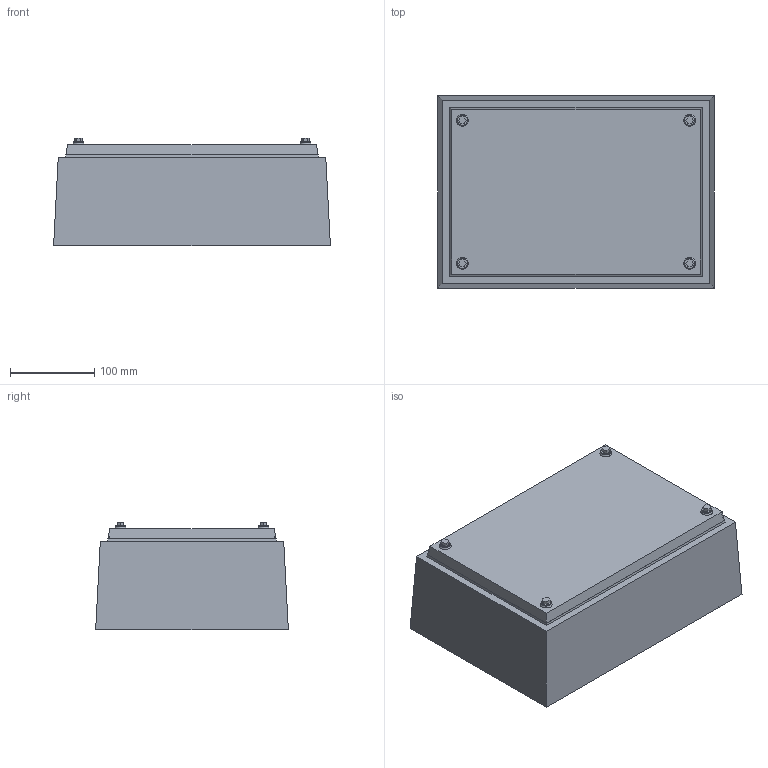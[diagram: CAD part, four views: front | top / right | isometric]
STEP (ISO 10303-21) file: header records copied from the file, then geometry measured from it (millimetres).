
FILE_DESCRIPTION (( 'STEP AP214' ), '1' );
FILE_NAME ('2451-3020-12-00.step', '2023-11-15T14:16:08', ( '' ), ( '' ), 'SwSTEP 2.0', 'SolidWorks 2019', '' );
FILE_SCHEMA (( 'AUTOMOTIVE_DESIGN' ));
Length unit declared in the file: millimetre
Products named in the file (5): 2451-3020-12-00; Befestigungssatz 2451-7000-00-10; Deckel_2451-3020-01-00; Korpus_3020-12; Dichtung_2451-3020-00-88
Assembly tree (4 placements, depth 2):
  2451-3020-12-00
    Korpus_3020-12
    Deckel_2451-3020-01-00
    Befestigungssatz 2451-7000-00-10
    Dichtung_2451-3020-00-88
Bounding box: 329 x 229 x 127.4 mm (x, y, z)
Volume: 540136.9 mm3; surface area: 684741.8 mm2
Topology: 39 solids, 39 shells, 820 faces, 1924 edges, 1272 vertices
Faces by surface type: plane 536, cylinder 276, cone 8
Entity records: 25035 total; most frequent: DIRECTION 4170, CARTESIAN_POINT 4023, ORIENTED_EDGE 3848, EDGE_CURVE 1924, AXIS2_PLACEMENT_3D 1419, LINE 1332, VECTOR 1332, VERTEX_POINT 1272
